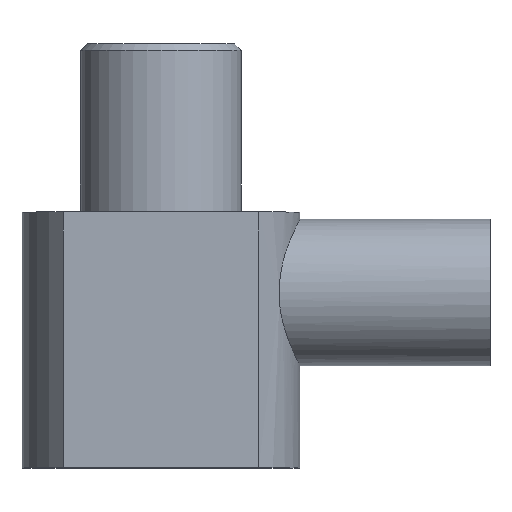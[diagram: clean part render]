
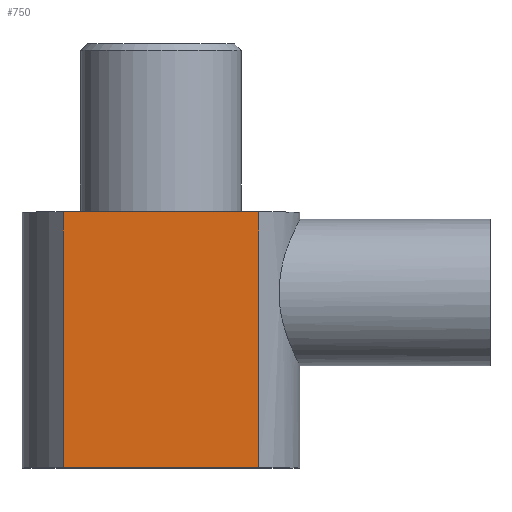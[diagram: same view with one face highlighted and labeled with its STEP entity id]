
A CAD part, top view. The second image highlights one B-rep face of the part: STEP entity #750.
In plain terms, the highlighted planar face has unit normal (0, 0, 1).
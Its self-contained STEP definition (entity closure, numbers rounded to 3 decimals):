
#330=CARTESIAN_POINT('',(-13.37,-24.,13.5));
#331=VERTEX_POINT('',#330);
#339=CARTESIAN_POINT('',(-13.37,11.,13.5));
#340=VERTEX_POINT('',#339);
#341=CARTESIAN_POINT('',(-13.37,-24.,13.5));
#342=DIRECTION('',(0.0,1.0,0.0));
#343=VECTOR('',#342,35.0);
#344=LINE('',#341,#343);
#345=EDGE_CURVE('',#331,#340,#344,.T.);
#370=CARTESIAN_POINT('',(13.37,11.,13.5));
#371=VERTEX_POINT('',#370);
#379=CARTESIAN_POINT('',(13.37,-24.,13.5));
#380=VERTEX_POINT('',#379);
#381=CARTESIAN_POINT('',(13.37,11.,13.5));
#382=DIRECTION('',(0.0,-1.0,0.0));
#383=VECTOR('',#382,35.0);
#384=LINE('',#381,#383);
#385=EDGE_CURVE('',#371,#380,#384,.T.);
#608=CARTESIAN_POINT('',(13.37,-24.,13.5));
#609=DIRECTION('',(-1.0,0.0,0.0));
#610=VECTOR('',#609,26.739);
#611=LINE('',#608,#610);
#612=EDGE_CURVE('',#380,#331,#611,.T.);
#734=CARTESIAN_POINT('',(15.0,11.,13.5));
#735=DIRECTION('',(0.0,0.0,-1.0));
#736=DIRECTION('',(-1.0,0.0,0.0));
#737=AXIS2_PLACEMENT_3D('',#734,#735,#736);
#738=PLANE('',#737);
#739=ORIENTED_EDGE('',*,*,#385,.F.);
#740=CARTESIAN_POINT('',(-13.37,11.,13.5));
#741=DIRECTION('',(1.0,0.0,0.0));
#742=VECTOR('',#741,26.739);
#743=LINE('',#740,#742);
#744=EDGE_CURVE('',#340,#371,#743,.T.);
#745=ORIENTED_EDGE('',*,*,#744,.F.);
#746=ORIENTED_EDGE('',*,*,#345,.F.);
#747=ORIENTED_EDGE('',*,*,#612,.F.);
#748=EDGE_LOOP('',(#739,#745,#746,#747));
#749=FACE_OUTER_BOUND('',#748,.T.);
#750=ADVANCED_FACE('',(#749),#738,.F.);
